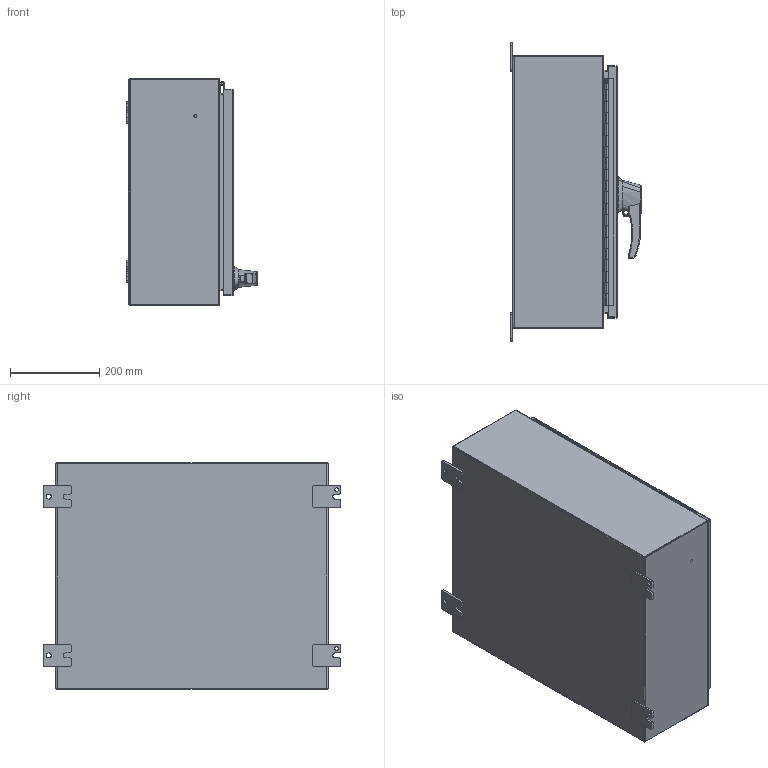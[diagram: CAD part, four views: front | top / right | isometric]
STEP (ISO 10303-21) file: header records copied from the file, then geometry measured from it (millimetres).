
FILE_DESCRIPTION (( 'STEP AP214' ), '1' );
FILE_NAME ('HW24208GYHK.STEP', '2019-08-27T14:22:10', ( '' ), ( '' ), 'SwSTEP 2.0', 'SolidWorks 2018', '' );
FILE_SCHEMA (( 'AUTOMOTIVE_DESIGN' ));
Length unit declared in the file: inch
Products named in the file (1): HW24208GYHK
Bounding box: 292.4 x 666.75 x 508 mm (x, y, z)
Volume: 2763484.1 mm3; surface area: 2748642.1 mm2
Topology: 43 solids, 44 shells, 1366 faces, 3388 edges, 2145 vertices
Faces by surface type: plane 668, cylinder 553, bspline 93, cone 52
Entity records: 96797 total; most frequent: CARTESIAN_POINT 46573, ORIENTED_EDGE 6760, DIRECTION 6348, EDGE_CURVE 3380, AXIS2_PLACEMENT_3D 2179, VERTEX_POINT 2145, LINE 1990, VECTOR 1990
